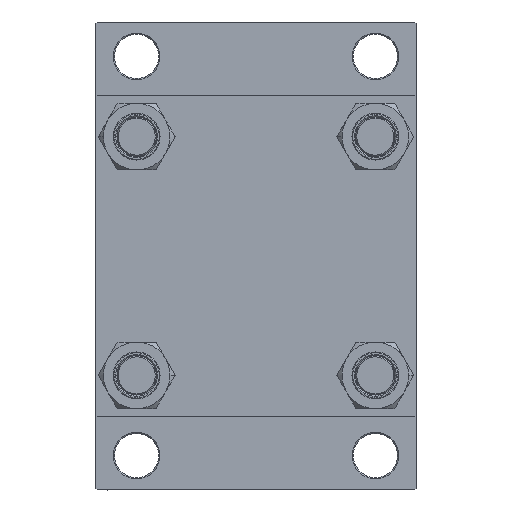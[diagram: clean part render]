
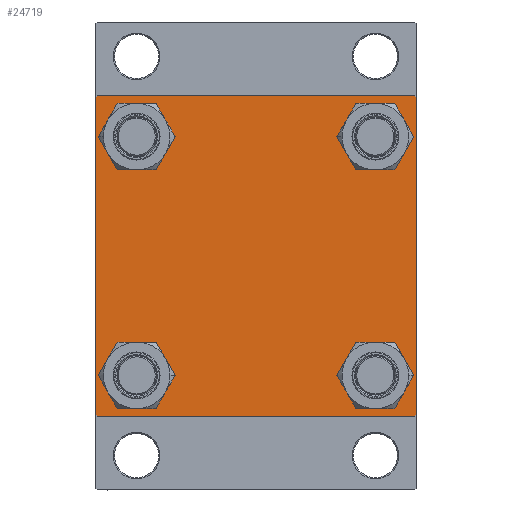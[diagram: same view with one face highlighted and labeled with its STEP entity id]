
A CAD part, left-side view. The second image highlights one B-rep face of the part: STEP entity #24719.
In plain terms, the highlighted planar face has unit normal (-1, 0, 0).
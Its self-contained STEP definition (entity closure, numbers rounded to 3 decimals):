
#1154 = VERTEX_POINT ( 'NONE', #13055 ) ;
#1219 = EDGE_CURVE ( 'NONE', #1154, #13222, #14570, .T. ) ;
#1685 = FACE_BOUND ( 'NONE', #38381, .T. ) ;
#2984 = VERTEX_POINT ( 'NONE', #15179 ) ;
#3448 = DIRECTION ( 'NONE',  ( 0., -0.707, -0.707 ) ) ;
#3607 = DIRECTION ( 'NONE',  ( 0., 0., 1. ) ) ;
#4179 = AXIS2_PLACEMENT_3D ( 'NONE', #9292, #41923, #39003 ) ;
#4482 = ORIENTED_EDGE ( 'NONE', *, *, #21359, .T. ) ;
#4633 = ORIENTED_EDGE ( 'NONE', *, *, #28777, .T. ) ;
#4795 = CARTESIAN_POINT ( 'NONE',  ( 0., -64.5, -65. ) ) ;
#5008 = CARTESIAN_POINT ( 'NONE',  ( 0., 65., -65. ) ) ;
#5905 = CARTESIAN_POINT ( 'NONE',  ( 0., -48.45, -48.45 ) ) ;
#6161 = LINE ( 'NONE', #9557, #43807 ) ;
#6548 = AXIS2_PLACEMENT_3D ( 'NONE', #19530, #42458, #12756 ) ;
#6758 = LINE ( 'NONE', #24650, #15044 ) ;
#7645 = AXIS2_PLACEMENT_3D ( 'NONE', #25131, #40579, #3607 ) ;
#8108 = CIRCLE ( 'NONE', #6548, 8.5 ) ;
#8523 = VECTOR ( 'NONE', #29609, 1000. ) ;
#8544 = VERTEX_POINT ( 'NONE', #4795 ) ;
#8941 = DIRECTION ( 'NONE',  ( 0., 0., 1. ) ) ;
#9023 = EDGE_CURVE ( 'NONE', #47230, #24469, #6161, .T. ) ;
#9283 = CARTESIAN_POINT ( 'NONE',  ( 0., 65., 65. ) ) ;
#9292 = CARTESIAN_POINT ( 'NONE',  ( 0., 48.45, -48.45 ) ) ;
#9412 = FACE_OUTER_BOUND ( 'NONE', #32810, .T. ) ;
#9557 = CARTESIAN_POINT ( 'NONE',  ( 0., 64.75, 64.75 ) ) ;
#9653 = FACE_BOUND ( 'NONE', #15694, .T. ) ;
#9759 = LINE ( 'NONE', #35594, #22464 ) ;
#10144 = DIRECTION ( 'NONE',  ( 0., -0.707, 0.707 ) ) ;
#10163 = CARTESIAN_POINT ( 'NONE',  ( 0., 65., -64.5 ) ) ;
#10177 = AXIS2_PLACEMENT_3D ( 'NONE', #35871, #42655, #38787 ) ;
#10274 = ORIENTED_EDGE ( 'NONE', *, *, #34980, .T. ) ;
#10464 = LINE ( 'NONE', #21818, #34790 ) ;
#11108 = EDGE_LOOP ( 'NONE', ( #25274, #24820 ) ) ;
#11253 = LINE ( 'NONE', #18496, #8523 ) ;
#12465 = EDGE_CURVE ( 'NONE', #22317, #25485, #34608, .T. ) ;
#12719 = ORIENTED_EDGE ( 'NONE', *, *, #21026, .F. ) ;
#12756 = DIRECTION ( 'NONE',  ( 0., 0., 1. ) ) ;
#12984 = ORIENTED_EDGE ( 'NONE', *, *, #30073, .T. ) ;
#13055 = CARTESIAN_POINT ( 'NONE',  ( 0., 48.45, -39.95 ) ) ;
#13068 = CARTESIAN_POINT ( 'NONE',  ( 0., -48.45, 48.45 ) ) ;
#13222 = VERTEX_POINT ( 'NONE', #16328 ) ;
#13516 = FACE_BOUND ( 'NONE', #11108, .T. ) ;
#13853 = DIRECTION ( 'NONE',  ( 0., -1., 0. ) ) ;
#13993 = VERTEX_POINT ( 'NONE', #45329 ) ;
#14035 = VECTOR ( 'NONE', #13853, 1000. ) ;
#14570 = CIRCLE ( 'NONE', #7645, 8.5 ) ;
#14962 = VERTEX_POINT ( 'NONE', #26217 ) ;
#15044 = VECTOR ( 'NONE', #10144, 1000. ) ;
#15121 = ORIENTED_EDGE ( 'NONE', *, *, #15686, .T. ) ;
#15179 = CARTESIAN_POINT ( 'NONE',  ( 0., -48.45, 56.95 ) ) ;
#15686 = EDGE_CURVE ( 'NONE', #24469, #26589, #11253, .T. ) ;
#15694 = EDGE_LOOP ( 'NONE', ( #21391, #24975 ) ) ;
#16328 = CARTESIAN_POINT ( 'NONE',  ( 0., 48.45, -56.95 ) ) ;
#16421 = PLANE ( 'NONE',  #27207 ) ;
#16770 = LINE ( 'NONE', #31504, #39411 ) ;
#16888 = DIRECTION ( 'NONE',  ( -1., 0., 0. ) ) ;
#17988 = EDGE_CURVE ( 'NONE', #26589, #19476, #10464, .T. ) ;
#18496 = CARTESIAN_POINT ( 'NONE',  ( 0., 65., 65. ) ) ;
#18850 = EDGE_CURVE ( 'NONE', #25485, #22317, #47168, .T. ) ;
#19443 = DIRECTION ( 'NONE',  ( 0., 0., 1. ) ) ;
#19476 = VERTEX_POINT ( 'NONE', #37662 ) ;
#19530 = CARTESIAN_POINT ( 'NONE',  ( 0., -48.45, -48.45 ) ) ;
#19927 = DIRECTION ( 'NONE',  ( 0., 0., 1. ) ) ;
#21026 = EDGE_CURVE ( 'NONE', #29603, #26998, #9759, .T. ) ;
#21359 = EDGE_CURVE ( 'NONE', #14962, #27689, #34784, .T. ) ;
#21391 = ORIENTED_EDGE ( 'NONE', *, *, #26091, .T. ) ;
#21788 = EDGE_LOOP ( 'NONE', ( #23464, #39045 ) ) ;
#21818 = CARTESIAN_POINT ( 'NONE',  ( 0., 64.75, -64.75 ) ) ;
#22317 = VERTEX_POINT ( 'NONE', #26421 ) ;
#22464 = VECTOR ( 'NONE', #47645, 1000. ) ;
#23464 = ORIENTED_EDGE ( 'NONE', *, *, #18850, .T. ) ;
#23556 = DIRECTION ( 'NONE',  ( 1., 0., 0. ) ) ;
#23986 = EDGE_CURVE ( 'NONE', #47230, #37551, #42381, .T. ) ;
#24051 = AXIS2_PLACEMENT_3D ( 'NONE', #13068, #35051, #38439 ) ;
#24298 = DIRECTION ( 'NONE',  ( 0., 0.707, -0.707 ) ) ;
#24469 = VERTEX_POINT ( 'NONE', #40125 ) ;
#24525 = DIRECTION ( 'NONE',  ( 1., 0., 0. ) ) ;
#24650 = CARTESIAN_POINT ( 'NONE',  ( 0., -64.75, -64.75 ) ) ;
#24719 = ADVANCED_FACE ( 'NONE', ( #9653, #1685, #13516, #42038, #9412 ), #16421, .T. ) ;
#24771 = AXIS2_PLACEMENT_3D ( 'NONE', #5905, #31510, #19927 ) ;
#24820 = ORIENTED_EDGE ( 'NONE', *, *, #29179, .T. ) ;
#24975 = ORIENTED_EDGE ( 'NONE', *, *, #37989, .T. ) ;
#25131 = CARTESIAN_POINT ( 'NONE',  ( 0., 48.45, -48.45 ) ) ;
#25274 = ORIENTED_EDGE ( 'NONE', *, *, #1219, .T. ) ;
#25485 = VERTEX_POINT ( 'NONE', #26352 ) ;
#26091 = EDGE_CURVE ( 'NONE', #2984, #13993, #46506, .T. ) ;
#26148 = AXIS2_PLACEMENT_3D ( 'NONE', #27631, #23556, #19443 ) ;
#26217 = CARTESIAN_POINT ( 'NONE',  ( 0., -48.45, -39.95 ) ) ;
#26352 = CARTESIAN_POINT ( 'NONE',  ( 0., 48.45, 56.95 ) ) ;
#26421 = CARTESIAN_POINT ( 'NONE',  ( 0., 48.45, 39.95 ) ) ;
#26589 = VERTEX_POINT ( 'NONE', #10163 ) ;
#26998 = VERTEX_POINT ( 'NONE', #45748 ) ;
#27207 = AXIS2_PLACEMENT_3D ( 'NONE', #27528, #16888, #8941 ) ;
#27528 = CARTESIAN_POINT ( 'NONE',  ( 0., 0., 0. ) ) ;
#27631 = CARTESIAN_POINT ( 'NONE',  ( 0., 48.45, 48.45 ) ) ;
#27689 = VERTEX_POINT ( 'NONE', #46105 ) ;
#28777 = EDGE_CURVE ( 'NONE', #19476, #8544, #30844, .T. ) ;
#28984 = CARTESIAN_POINT ( 'NONE',  ( 0., -64.5, 65. ) ) ;
#29179 = EDGE_CURVE ( 'NONE', #13222, #1154, #45066, .T. ) ;
#29379 = CARTESIAN_POINT ( 'NONE',  ( 0., -65., 64.5 ) ) ;
#29446 = CIRCLE ( 'NONE', #24051, 8.5 ) ;
#29603 = VERTEX_POINT ( 'NONE', #29379 ) ;
#29609 = DIRECTION ( 'NONE',  ( 0., 0., -1. ) ) ;
#30073 = EDGE_CURVE ( 'NONE', #8544, #26998, #6758, .T. ) ;
#30844 = LINE ( 'NONE', #5008, #39700 ) ;
#31504 = CARTESIAN_POINT ( 'NONE',  ( 0., -64.75, 64.75 ) ) ;
#31510 = DIRECTION ( 'NONE',  ( 1., 0., 0. ) ) ;
#32810 = EDGE_LOOP ( 'NONE', ( #15121, #38486, #4633, #12984, #12719, #42392, #36847, #35854 ) ) ;
#34466 = DIRECTION ( 'NONE',  ( 0., -1., 0. ) ) ;
#34608 = CIRCLE ( 'NONE', #26148, 8.5 ) ;
#34657 = CARTESIAN_POINT ( 'NONE',  ( 0., -48.45, 48.45 ) ) ;
#34784 = CIRCLE ( 'NONE', #24771, 8.5 ) ;
#34790 = VECTOR ( 'NONE', #3448, 1000. ) ;
#34980 = EDGE_CURVE ( 'NONE', #27689, #14962, #8108, .T. ) ;
#35051 = DIRECTION ( 'NONE',  ( 1., 0., 0. ) ) ;
#35594 = CARTESIAN_POINT ( 'NONE',  ( 0., -65., 65. ) ) ;
#35854 = ORIENTED_EDGE ( 'NONE', *, *, #9023, .T. ) ;
#35871 = CARTESIAN_POINT ( 'NONE',  ( 0., 48.45, 48.45 ) ) ;
#36847 = ORIENTED_EDGE ( 'NONE', *, *, #23986, .F. ) ;
#37551 = VERTEX_POINT ( 'NONE', #28984 ) ;
#37662 = CARTESIAN_POINT ( 'NONE',  ( 0., 64.5, -65. ) ) ;
#37989 = EDGE_CURVE ( 'NONE', #13993, #2984, #29446, .T. ) ;
#38381 = EDGE_LOOP ( 'NONE', ( #4482, #10274 ) ) ;
#38439 = DIRECTION ( 'NONE',  ( 0., 0., 1. ) ) ;
#38486 = ORIENTED_EDGE ( 'NONE', *, *, #17988, .T. ) ;
#38787 = DIRECTION ( 'NONE',  ( 0., 0., 1. ) ) ;
#39003 = DIRECTION ( 'NONE',  ( 0., 0., 1. ) ) ;
#39045 = ORIENTED_EDGE ( 'NONE', *, *, #12465, .T. ) ;
#39411 = VECTOR ( 'NONE', #46704, 1000. ) ;
#39700 = VECTOR ( 'NONE', #34466, 1000. ) ;
#39799 = EDGE_CURVE ( 'NONE', #29603, #37551, #16770, .T. ) ;
#40125 = CARTESIAN_POINT ( 'NONE',  ( 0., 65., 64.5 ) ) ;
#40579 = DIRECTION ( 'NONE',  ( 1., 0., 0. ) ) ;
#41923 = DIRECTION ( 'NONE',  ( 1., 0., 0. ) ) ;
#42038 = FACE_BOUND ( 'NONE', #21788, .T. ) ;
#42381 = LINE ( 'NONE', #9283, #14035 ) ;
#42392 = ORIENTED_EDGE ( 'NONE', *, *, #39799, .T. ) ;
#42397 = DIRECTION ( 'NONE',  ( 0., 0., 1. ) ) ;
#42458 = DIRECTION ( 'NONE',  ( 1., 0., 0. ) ) ;
#42655 = DIRECTION ( 'NONE',  ( 1., 0., 0. ) ) ;
#42667 = AXIS2_PLACEMENT_3D ( 'NONE', #34657, #24525, #42397 ) ;
#43807 = VECTOR ( 'NONE', #24298, 1000. ) ;
#45066 = CIRCLE ( 'NONE', #4179, 8.5 ) ;
#45329 = CARTESIAN_POINT ( 'NONE',  ( 0., -48.45, 39.95 ) ) ;
#45748 = CARTESIAN_POINT ( 'NONE',  ( 0., -65., -64.5 ) ) ;
#46105 = CARTESIAN_POINT ( 'NONE',  ( 0., -48.45, -56.95 ) ) ;
#46506 = CIRCLE ( 'NONE', #42667, 8.5 ) ;
#46704 = DIRECTION ( 'NONE',  ( 0., 0.707, 0.707 ) ) ;
#47145 = CARTESIAN_POINT ( 'NONE',  ( 0., 64.5, 65. ) ) ;
#47168 = CIRCLE ( 'NONE', #10177, 8.5 ) ;
#47230 = VERTEX_POINT ( 'NONE', #47145 ) ;
#47645 = DIRECTION ( 'NONE',  ( 0., 0., -1. ) ) ;
